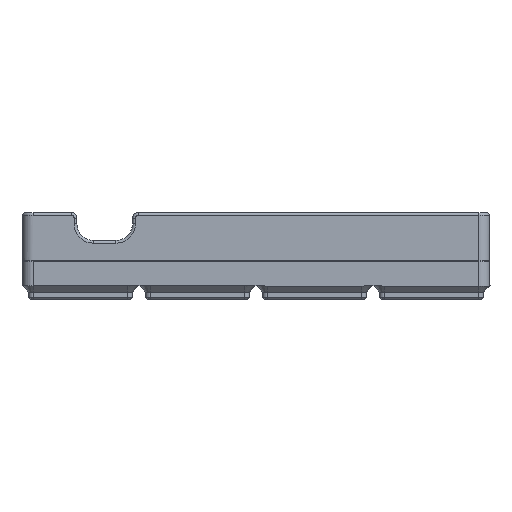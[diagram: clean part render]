
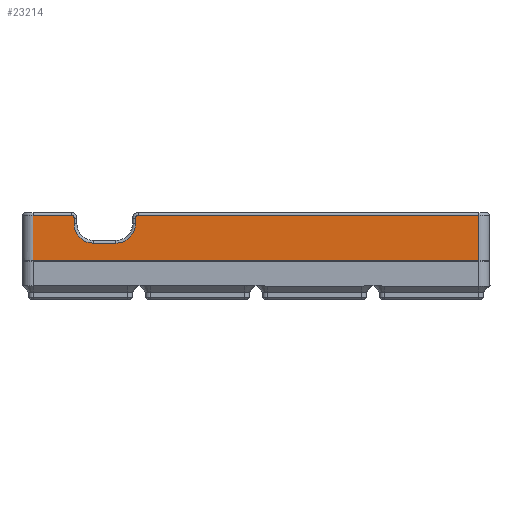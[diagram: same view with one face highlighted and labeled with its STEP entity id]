
A CAD part, left-side view. The second image highlights one B-rep face of the part: STEP entity #23214.
In plain terms, the highlighted planar face has unit normal (-1, 0, 0).
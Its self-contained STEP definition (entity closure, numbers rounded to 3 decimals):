
#951=LINE('',#33918,#3370);
#1235=LINE('',#34793,#3654);
#1236=LINE('',#34797,#3655);
#1237=LINE('',#34799,#3656);
#1238=LINE('',#34803,#3657);
#1239=LINE('',#34807,#3658);
#1240=LINE('',#34811,#3659);
#1241=LINE('',#34814,#3660);
#3370=VECTOR('',#26879,10.);
#3654=VECTOR('',#27831,10.);
#3655=VECTOR('',#27836,10.);
#3656=VECTOR('',#27837,10.);
#3657=VECTOR('',#27840,10.);
#3658=VECTOR('',#27843,10.);
#3659=VECTOR('',#27846,10.);
#3660=VECTOR('',#27849,10.);
#5987=FACE_OUTER_BOUND('',#7419,.T.);
#7419=EDGE_LOOP('',(#16170,#16171,#16172,#16173,#16174,#16175,#16176,#16177,
#16178,#16179,#16180,#16181));
#8871=CIRCLE('',#24848,1.);
#8872=CIRCLE('',#24849,7.);
#8873=CIRCLE('',#24850,7.);
#8874=CIRCLE('',#24851,1.);
#9639=VERTEX_POINT('',#33907);
#9640=VERTEX_POINT('',#33913);
#9873=VERTEX_POINT('',#34792);
#9874=VERTEX_POINT('',#34796);
#9875=VERTEX_POINT('',#34798);
#9876=VERTEX_POINT('',#34800);
#9877=VERTEX_POINT('',#34802);
#9878=VERTEX_POINT('',#34804);
#9879=VERTEX_POINT('',#34806);
#9880=VERTEX_POINT('',#34808);
#9881=VERTEX_POINT('',#34810);
#9882=VERTEX_POINT('',#34812);
#11786=EDGE_CURVE('',#9639,#9640,#951,.T.);
#12221=EDGE_CURVE('',#9639,#9873,#1235,.T.);
#12223=EDGE_CURVE('',#9874,#9640,#1236,.T.);
#12224=EDGE_CURVE('',#9875,#9874,#1237,.T.);
#12225=EDGE_CURVE('',#9876,#9875,#8871,.T.);
#12226=EDGE_CURVE('',#9877,#9876,#1238,.T.);
#12227=EDGE_CURVE('',#9878,#9877,#8872,.T.);
#12228=EDGE_CURVE('',#9879,#9878,#1239,.T.);
#12229=EDGE_CURVE('',#9880,#9879,#8873,.T.);
#12230=EDGE_CURVE('',#9881,#9880,#1240,.T.);
#12231=EDGE_CURVE('',#9882,#9881,#8874,.T.);
#12232=EDGE_CURVE('',#9873,#9882,#1241,.T.);
#16170=ORIENTED_EDGE('',*,*,#11786,.T.);
#16171=ORIENTED_EDGE('',*,*,#12223,.F.);
#16172=ORIENTED_EDGE('',*,*,#12224,.F.);
#16173=ORIENTED_EDGE('',*,*,#12225,.F.);
#16174=ORIENTED_EDGE('',*,*,#12226,.F.);
#16175=ORIENTED_EDGE('',*,*,#12227,.F.);
#16176=ORIENTED_EDGE('',*,*,#12228,.F.);
#16177=ORIENTED_EDGE('',*,*,#12229,.F.);
#16178=ORIENTED_EDGE('',*,*,#12230,.F.);
#16179=ORIENTED_EDGE('',*,*,#12231,.F.);
#16180=ORIENTED_EDGE('',*,*,#12232,.F.);
#16181=ORIENTED_EDGE('',*,*,#12221,.F.);
#22310=PLANE('',#24847);
#23214=ADVANCED_FACE('',(#5987),#22310,.T.);
#24847=AXIS2_PLACEMENT_3D('',#34795,#27834,#27835);
#24848=AXIS2_PLACEMENT_3D('',#34801,#27838,#27839);
#24849=AXIS2_PLACEMENT_3D('',#34805,#27841,#27842);
#24850=AXIS2_PLACEMENT_3D('',#34809,#27844,#27845);
#24851=AXIS2_PLACEMENT_3D('',#34813,#27847,#27848);
#26879=DIRECTION('',(0.,-1.,0.));
#27831=DIRECTION('',(0.,0.,1.));
#27834=DIRECTION('center_axis',(-1.,0.,0.));
#27835=DIRECTION('ref_axis',(0.,-1.,0.));
#27836=DIRECTION('',(0.,0.,-1.));
#27837=DIRECTION('',(0.,-1.,0.));
#27838=DIRECTION('center_axis',(1.,0.,0.));
#27839=DIRECTION('ref_axis',(0.,0.707,0.707));
#27840=DIRECTION('',(0.,0.,1.));
#27841=DIRECTION('center_axis',(-1.,0.,0.));
#27842=DIRECTION('ref_axis',(0.,-0.707,-0.707));
#27843=DIRECTION('',(0.,-1.,0.));
#27844=DIRECTION('center_axis',(-1.,0.,0.));
#27845=DIRECTION('ref_axis',(0.,0.707,-0.707));
#27846=DIRECTION('',(0.,0.,-1.));
#27847=DIRECTION('center_axis',(1.,0.,0.));
#27848=DIRECTION('ref_axis',(0.,-0.707,0.707));
#27849=DIRECTION('',(0.,-1.,0.));
#33907=CARTESIAN_POINT('',(0.25,164.,13.817));
#33913=CARTESIAN_POINT('',(0.25,4.,13.817));
#33918=CARTESIAN_POINT('',(0.25,12.5,13.817));
#34792=CARTESIAN_POINT('',(0.25,164.,30.2));
#34793=CARTESIAN_POINT('',(0.25,164.,6.2));
#34795=CARTESIAN_POINT('Origin',(0.25,138.849,6.2));
#34796=CARTESIAN_POINT('',(0.25,4.,30.2));
#34797=CARTESIAN_POINT('',(0.25,4.,6.2));
#34798=CARTESIAN_POINT('',(0.25,126.297,30.2));
#34799=CARTESIAN_POINT('',(0.25,105.062,30.2));
#34800=CARTESIAN_POINT('',(0.25,127.297,29.2));
#34801=CARTESIAN_POINT('Origin',(0.25,126.297,29.2));
#34802=CARTESIAN_POINT('',(0.25,127.297,27.2));
#34803=CARTESIAN_POINT('',(0.25,127.297,18.7));
#34804=CARTESIAN_POINT('',(0.25,134.297,20.2));
#34805=CARTESIAN_POINT('Origin',(0.25,134.297,27.2));
#34806=CARTESIAN_POINT('',(0.25,142.297,20.2));
#34807=CARTESIAN_POINT('',(0.25,138.573,20.2));
#34808=CARTESIAN_POINT('',(0.25,149.297,27.2));
#34809=CARTESIAN_POINT('Origin',(0.25,142.297,27.2));
#34810=CARTESIAN_POINT('',(0.25,149.297,29.2));
#34811=CARTESIAN_POINT('',(0.25,149.297,18.7));
#34812=CARTESIAN_POINT('',(0.25,150.297,30.2));
#34813=CARTESIAN_POINT('Origin',(0.25,150.297,29.2));
#34814=CARTESIAN_POINT('',(0.25,105.062,30.2));
